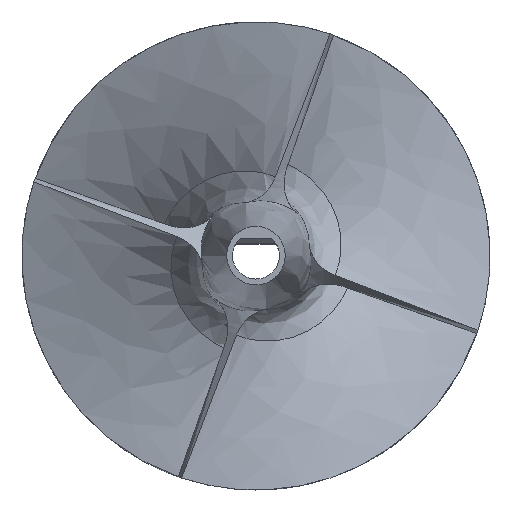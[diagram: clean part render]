
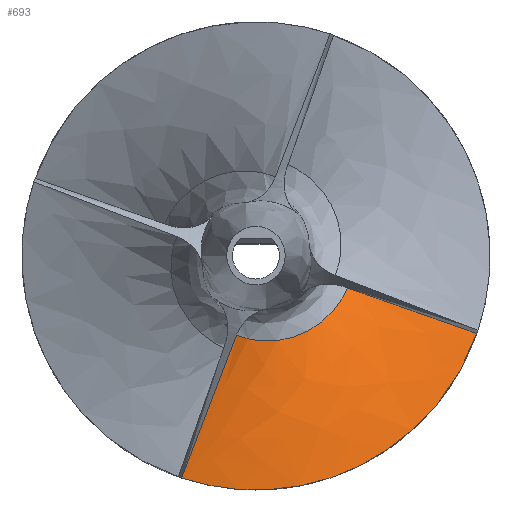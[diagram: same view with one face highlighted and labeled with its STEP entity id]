
A CAD part, top view. The second image highlights one B-rep face of the part: STEP entity #693.
In plain terms, the highlighted free-form (B-spline) face has degree [3, 3] with [7, 4] control points.
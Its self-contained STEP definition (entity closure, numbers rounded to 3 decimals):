
#67=FACE_OUTER_BOUND('',#103,.T.);
#103=EDGE_LOOP('',(#517,#518,#519,#520));
#204=B_SPLINE_CURVE_WITH_KNOTS('',3,(#2043,#2044,#2045,#2046,#2047,#2048,
#2049,#2050),.UNSPECIFIED.,.F.,.F.,(4,2,1,1,4),(0.,0.,
0.623,0.935,1.559),.UNSPECIFIED.);
#205=B_SPLINE_CURVE_WITH_KNOTS('',3,(#2080,#2081,#2082,#2083),
 .UNSPECIFIED.,.F.,.F.,(4,4),(-1.804,-0.497),
 .UNSPECIFIED.);
#206=B_SPLINE_CURVE_WITH_KNOTS('',3,(#2085,#2086,#2087,#2088,#2089,#2090,
#2091,#2092,#2093,#2094,#2095,#2096,#2097),.UNSPECIFIED.,.F.,.F.,(4,3,3,
3,4),(0.,0.449,0.898,1.346,1.571),
 .UNSPECIFIED.);
#207=B_SPLINE_CURVE_WITH_KNOTS('',3,(#2098,#2099,#2100,#2101),
 .UNSPECIFIED.,.F.,.F.,(4,4),(0.,1.165),.UNSPECIFIED.);
#291=VERTEX_POINT('',#2025);
#292=VERTEX_POINT('',#2034);
#293=VERTEX_POINT('',#2079);
#294=VERTEX_POINT('',#2084);
#387=EDGE_CURVE('',#291,#292,#204,.T.);
#388=EDGE_CURVE('',#293,#292,#205,.T.);
#389=EDGE_CURVE('',#294,#293,#206,.T.);
#390=EDGE_CURVE('',#294,#291,#207,.T.);
#517=ORIENTED_EDGE('',*,*,#387,.T.);
#518=ORIENTED_EDGE('',*,*,#388,.F.);
#519=ORIENTED_EDGE('',*,*,#389,.F.);
#520=ORIENTED_EDGE('',*,*,#390,.T.);
#660=B_SPLINE_SURFACE_WITH_KNOTS('',3,3,((#2051,#2052,#2053,#2054),(#2055,
#2056,#2057,#2058),(#2059,#2060,#2061,#2062),(#2063,#2064,#2065,#2066),
(#2067,#2068,#2069,#2070),(#2071,#2072,#2073,#2074),(#2075,#2076,#2077,
#2078)),.UNSPECIFIED.,.F.,.F.,.F.,(4,1,1,1,4),(4,4),(0.,0.286,
0.571,0.857,1.),(0.,0.725),
 .UNSPECIFIED.);
#693=ADVANCED_FACE('',(#67),#660,.F.);
#2025=CARTESIAN_POINT('',(8.082,-2.188,0.397));
#2034=CARTESIAN_POINT('',(-1.668,-6.762,10.368));
#2043=CARTESIAN_POINT('Ctrl Pts',(8.083,-2.188,0.397));
#2044=CARTESIAN_POINT('Ctrl Pts',(8.083,-2.189,0.397));
#2045=CARTESIAN_POINT('Ctrl Pts',(8.083,-2.189,0.398));
#2046=CARTESIAN_POINT('Ctrl Pts',(7.509,-3.737,1.657));
#2047=CARTESIAN_POINT('Ctrl Pts',(5.927,-5.748,3.583));
#2048=CARTESIAN_POINT('Ctrl Pts',(2.246,-7.492,6.882));
#2049=CARTESIAN_POINT('Ctrl Pts',(-0.25,-7.349,
8.958));
#2050=CARTESIAN_POINT('Ctrl Pts',(-1.668,-6.762,10.368));
#2051=CARTESIAN_POINT('Ctrl Pts',(18.974,-6.337,0.476));
#2052=CARTESIAN_POINT('Ctrl Pts',(14.892,-4.811,0.467));
#2053=CARTESIAN_POINT('Ctrl Pts',(10.814,-3.274,0.474));
#2054=CARTESIAN_POINT('Ctrl Pts',(6.762,-1.668,0.368));
#2055=CARTESIAN_POINT('Ctrl Pts',(18.026,-9.175,1.429));
#2056=CARTESIAN_POINT('Ctrl Pts',(14.172,-7.039,1.419));
#2057=CARTESIAN_POINT('Ctrl Pts',(10.325,-4.892,1.427));
#2058=CARTESIAN_POINT('Ctrl Pts',(6.513,-2.678,1.32));
#2059=CARTESIAN_POINT('Ctrl Pts',(14.835,-14.417,3.334));
#2060=CARTESIAN_POINT('Ctrl Pts',(11.744,-11.21,3.324));
#2061=CARTESIAN_POINT('Ctrl Pts',(8.603,-7.896,3.331));
#2062=CARTESIAN_POINT('Ctrl Pts',(5.542,-4.571,3.225));
#2063=CARTESIAN_POINT('Ctrl Pts',(7.111,-19.429,6.191));
#2064=CARTESIAN_POINT('Ctrl Pts',(5.744,-15.217,6.181));
#2065=CARTESIAN_POINT('Ctrl Pts',(4.32,-10.842,6.188));
#2066=CARTESIAN_POINT('Ctrl Pts',(3.,-6.515,6.082));
#2067=CARTESIAN_POINT('Ctrl Pts',(-0.5,-20.395,8.572));
#2068=CARTESIAN_POINT('Ctrl Pts',(-0.228,-15.979,
8.562));
#2069=CARTESIAN_POINT('Ctrl Pts',(0.043,-11.518,
8.57));
#2070=CARTESIAN_POINT('Ctrl Pts',(0.396,-7.083,8.463));
#2071=CARTESIAN_POINT('Ctrl Pts',(-4.917,-19.448,10.));
#2072=CARTESIAN_POINT('Ctrl Pts',(-3.697,-15.252,9.991));
#2073=CARTESIAN_POINT('Ctrl Pts',(-2.465,-11.059,9.998));
#2074=CARTESIAN_POINT('Ctrl Pts',(-1.161,-6.887,9.892));
#2075=CARTESIAN_POINT('Ctrl Pts',(-6.337,-18.974,10.476));
#2076=CARTESIAN_POINT('Ctrl Pts',(-4.811,-14.892,10.467));
#2077=CARTESIAN_POINT('Ctrl Pts',(-3.274,-10.814,10.474));
#2078=CARTESIAN_POINT('Ctrl Pts',(-1.668,-6.762,10.368));
#2079=CARTESIAN_POINT('',(-6.337,-18.974,10.476));
#2080=CARTESIAN_POINT('Ctrl Pts',(-6.337,-18.974,10.476));
#2081=CARTESIAN_POINT('Ctrl Pts',(-4.811,-14.892,10.467));
#2082=CARTESIAN_POINT('Ctrl Pts',(-3.274,-10.814,10.474));
#2083=CARTESIAN_POINT('Ctrl Pts',(-1.668,-6.762,10.368));
#2084=CARTESIAN_POINT('',(18.974,-6.337,0.476));
#2085=CARTESIAN_POINT('Ctrl Pts',(18.974,-6.337,0.476));
#2086=CARTESIAN_POINT('Ctrl Pts',(18.026,-9.175,1.429));
#2087=CARTESIAN_POINT('Ctrl Pts',(16.43,-11.796,2.381));
#2088=CARTESIAN_POINT('Ctrl Pts',(14.345,-13.942,3.334));
#2089=CARTESIAN_POINT('Ctrl Pts',(12.26,-16.087,4.286));
#2090=CARTESIAN_POINT('Ctrl Pts',(9.685,-17.758,5.238));
#2091=CARTESIAN_POINT('Ctrl Pts',(6.876,-18.786,6.191));
#2092=CARTESIAN_POINT('Ctrl Pts',(4.066,-19.815,7.143));
#2093=CARTESIAN_POINT('Ctrl Pts',(1.022,-20.202,8.095));
#2094=CARTESIAN_POINT('Ctrl Pts',(-1.956,-19.909,9.048));
#2095=CARTESIAN_POINT('Ctrl Pts',(-3.445,-19.763,9.524));
#2096=CARTESIAN_POINT('Ctrl Pts',(-4.917,-19.448,10.));
#2097=CARTESIAN_POINT('Ctrl Pts',(-6.337,-18.974,10.476));
#2098=CARTESIAN_POINT('Ctrl Pts',(18.974,-6.337,0.476));
#2099=CARTESIAN_POINT('Ctrl Pts',(15.335,-4.976,0.468));
#2100=CARTESIAN_POINT('Ctrl Pts',(11.7,-3.607,0.473));
#2101=CARTESIAN_POINT('Ctrl Pts',(8.083,-2.188,0.399));
